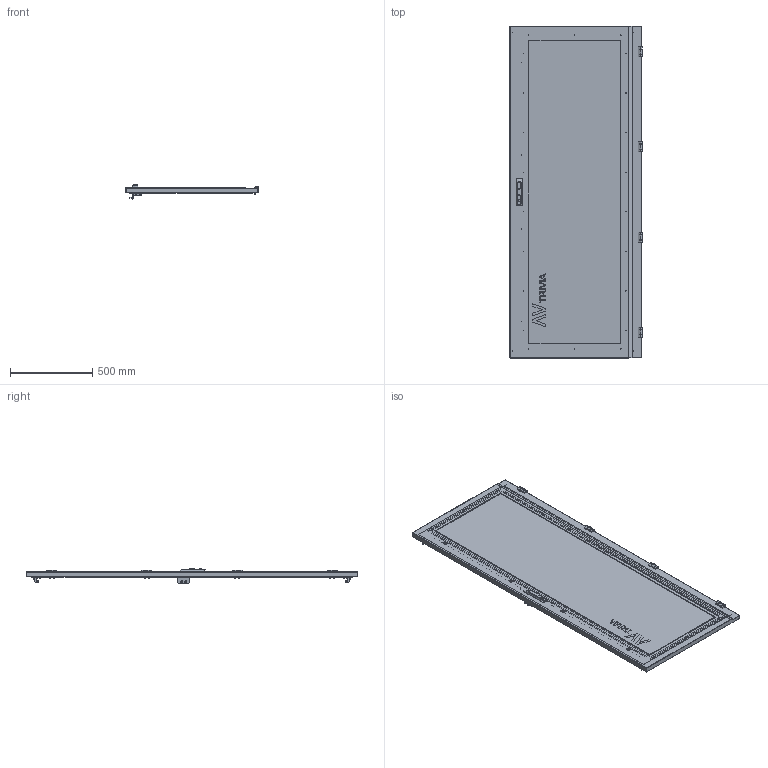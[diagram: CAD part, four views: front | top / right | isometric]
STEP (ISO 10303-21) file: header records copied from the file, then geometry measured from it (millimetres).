
FILE_DESCRIPTION (( 'STEP AP214' ), '1' );
FILE_NAME ('D2G800WP Äâåðü ïðîçðà÷íàÿ_èçâ0030_03.19.step', '2020-11-05T13:50:45', ( '' ), ( '' ), 'SwSTEP 2.0', 'SolidWorks 2019', '' );
FILE_SCHEMA (( 'AUTOMOTIVE_DESIGN' ));
Length unit declared in the file: millimetre
Products named in the file (215): ﾘ琺矜 01.019 ﾃﾎﾑﾒ11371-78; Õîìóòèê ïåòëè 1110-U122; Áîëò ñî ñòîïîðíûìè çóáöàìè 100-277-02JB_Ì6õ6_EMKA; AVT001.03.00.06 Ïðèæèì îêíà_èçâ0030_03.19_00; Íàïðàâëÿþùàÿ òÿãè ïëîñêîé ILY03.35 Atos; Ñêîò÷ äâóõñòîðîííèé 3Ì, L=556; ﾘ琺矜 65ﾃ 019 ﾃﾎﾑﾒ 6402-70_4; Øïèëüêà 4õ10; Òÿãà_â; Êðîíøòåéí ïåòëè 1110-U122; ﾘ琺矜 65ﾃ 019 ﾃﾎﾑﾒ 6402-70; Ãàéêà ÃÎÑÒ 5927-70; Âèíò Ì6 ÃÎÑÒ17475-78; Îñü ïåòëè 1110-U122; AVT001.00.00.08 青鲥颻00; 1121-01-08; ﾘﾒﾀﾍﾃﾎﾂﾛﾉ_ﾇﾀﾌﾎﾊ_Atos_00; AVT001.03.00.00 Äâåðü_èçâ0030_03.19_00; 1000-67-02_1; Øïèëüêà 6õ20; Âèíò ñàìîíàðåçàþùèé Ì6 DIN 7516À; 1121-01-08_1; AVT001.03.00.05 Ïðèæèì îêíà_èçâ0030_30.19; AVT001.00.00.07 砎閷麠縺_00; Ñêîò÷ äâóõñòîðîííèé 3Ì, L=1846; AVT001.03.00.01 Äâåðü_èçâ0075_01.20; Òÿãà í; AVT001.03.00.07 斿膼; Ïåòëÿ 1110-U123; Òÿãà ñ ðîëèêîì ILM01.21.820 Atos_00; D6799_5; AVT001.03.00.06 Ïðèæèì îêíà_èçâ0030_03.19; Ãàéêà ÃÎÑÒ 5927-70_4.6G.5; 1121-01-07; Òÿãà ñ ðîëèêîì ILM01.21.820 Atos; 1000-67-02; Ðó÷êà îòêèäíàÿ Atos_00; AVT001.00.00.08 ﾇ璋襃; AVT001.03.00.12 赶鎀鍧; AVT001.03.00.07 斿膼_00 ...
Assembly tree (174 placements, depth 5):
  ﾘ琺矜 01.019 ﾃﾎﾑﾒ11371-78
  Áîëò ñî ñòîïîðíûìè çóáöàìè 100-277-02JB_Ì6õ6_EMKA
  Íàïðàâëÿþùàÿ òÿãè ïëîñêîé ILY03.35 Atos
  Ñêîò÷ äâóõñòîðîííèé 3Ì, L=556
  ﾘ琺矜 01.019 ﾃﾎﾑﾒ11371-78
Bounding box: 803 x 2013 x 90 mm (x, y, z)
Volume: 6618619.4 mm3; surface area: 5032256.7 mm2
Topology: 167 solids, 167 shells, 3548 faces, 8755 edges, 5521 vertices
Faces by surface type: plane 1769, cylinder 1191, cone 406, torus 90, bspline 56, sphere 36
Entity records: 67376 total; most frequent: CARTESIAN_POINT 14048, DIRECTION 9397, ORIENTED_EDGE 9094, EDGE_CURVE 4547, AXIS2_PLACEMENT_3D 3210, VECTOR 2977, LINE 2977, VERTEX_POINT 2922
